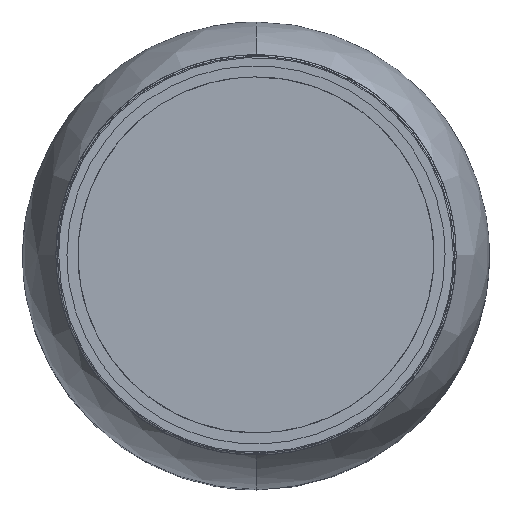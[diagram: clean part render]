
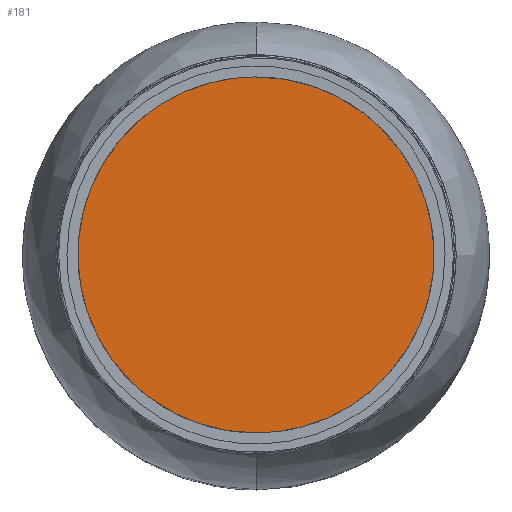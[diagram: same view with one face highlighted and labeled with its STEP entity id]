
A CAD part, top view. The second image highlights one B-rep face of the part: STEP entity #181.
In plain terms, the highlighted planar face has unit normal (0, 0, 1).
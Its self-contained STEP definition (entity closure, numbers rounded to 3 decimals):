
#56=PLANE('',#1396);
#181=ADVANCED_FACE('',(#264),#56,.T.);
#264=FACE_OUTER_BOUND('',#358,.T.);
#358=EDGE_LOOP('',(#687,#688));
#687=ORIENTED_EDGE('',*,*,#976,.F.);
#688=ORIENTED_EDGE('',*,*,#941,.F.);
#941=EDGE_CURVE('',#1275,#1292,#1117,.T.);
#976=EDGE_CURVE('',#1292,#1275,#1147,.T.);
#1117=(
BOUNDED_CURVE()
B_SPLINE_CURVE(2,(#4238,#4239,#4240,#4241,#4242),.UNSPECIFIED.,.F.,.F.)
B_SPLINE_CURVE_WITH_KNOTS((3,2,3),(-565.283,-423.962,
-282.642),.UNSPECIFIED.)
CURVE()
GEOMETRIC_REPRESENTATION_ITEM()
RATIONAL_B_SPLINE_CURVE((1.,0.707,1.,0.707,1.))
REPRESENTATION_ITEM('')
);
#1147=(
BOUNDED_CURVE()
B_SPLINE_CURVE(2,(#4363,#4364,#4365,#4366,#4367),.UNSPECIFIED.,.F.,.F.)
B_SPLINE_CURVE_WITH_KNOTS((3,2,3),(-282.642,-141.321,
0.),.UNSPECIFIED.)
CURVE()
GEOMETRIC_REPRESENTATION_ITEM()
RATIONAL_B_SPLINE_CURVE((1.,0.707,1.,0.707,1.))
REPRESENTATION_ITEM('')
);
#1275=VERTEX_POINT('',#3952);
#1292=VERTEX_POINT('',#3969);
#1396=AXIS2_PLACEMENT_3D('',#3498,#1416,$);
#1416=DIRECTION('',(0.,0.,1.));
#3498=CARTESIAN_POINT('',(100.024,-100.051,154.91));
#3952=CARTESIAN_POINT('',(-0.515,80.039,154.91));
#3969=CARTESIAN_POINT('',(0.515,-80.039,154.91));
#4238=CARTESIAN_POINT('',(-0.515,80.039,154.91));
#4239=CARTESIAN_POINT('',(79.502,80.554,154.91));
#4240=CARTESIAN_POINT('',(80.017,0.515,154.91));
#4241=CARTESIAN_POINT('',(80.533,-79.524,154.91));
#4242=CARTESIAN_POINT('',(0.515,-80.039,154.91));
#4363=CARTESIAN_POINT('',(0.515,-80.039,154.91));
#4364=CARTESIAN_POINT('',(-79.502,-80.554,154.91));
#4365=CARTESIAN_POINT('',(-80.017,-0.515,154.91));
#4366=CARTESIAN_POINT('',(-80.533,79.524,154.91));
#4367=CARTESIAN_POINT('',(-0.515,80.039,154.91));
